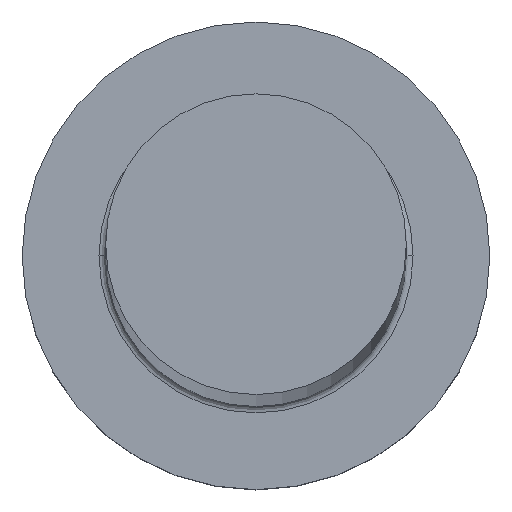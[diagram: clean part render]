
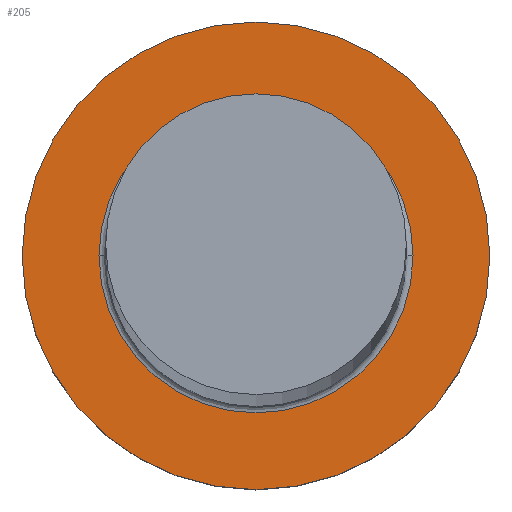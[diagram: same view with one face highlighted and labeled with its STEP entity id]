
A CAD part, top view. The second image highlights one B-rep face of the part: STEP entity #205.
In plain terms, the highlighted planar face has unit normal (0, 0, 1).
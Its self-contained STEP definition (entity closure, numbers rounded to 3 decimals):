
#5 = CARTESIAN_POINT ( 'NONE',  ( 0., 0., 5. ) ) ;
#12 = DIRECTION ( 'NONE',  ( 0., 0., -1. ) ) ;
#17 = EDGE_LOOP ( 'NONE', ( #65, #112 ) ) ;
#34 = DIRECTION ( 'NONE',  ( 0., 0., 1. ) ) ;
#41 = AXIS2_PLACEMENT_3D ( 'NONE', #242, #12, #220 ) ;
#47 = DIRECTION ( 'NONE',  ( 0., 0., -1. ) ) ;
#48 = CARTESIAN_POINT ( 'NONE',  ( 0., 0., 5. ) ) ;
#62 = FACE_BOUND ( 'NONE', #136, .T. ) ;
#64 = VERTEX_POINT ( 'NONE', #168 ) ;
#65 = ORIENTED_EDGE ( 'NONE', *, *, #160, .T. ) ;
#69 = DIRECTION ( 'NONE',  ( 1., 0., 0. ) ) ;
#87 = VERTEX_POINT ( 'NONE', #169 ) ;
#90 = EDGE_CURVE ( 'NONE', #64, #307, #236, .T. ) ;
#95 = AXIS2_PLACEMENT_3D ( 'NONE', #5, #248, #149 ) ;
#98 = CIRCLE ( 'NONE', #141, 7. ) ;
#99 = FACE_OUTER_BOUND ( 'NONE', #17, .T. ) ;
#112 = ORIENTED_EDGE ( 'NONE', *, *, #199, .T. ) ;
#113 = CIRCLE ( 'NONE', #95, 7. ) ;
#125 = CARTESIAN_POINT ( 'NONE',  ( -7., 0., 5. ) ) ;
#136 = EDGE_LOOP ( 'NONE', ( #194, #211 ) ) ;
#141 = AXIS2_PLACEMENT_3D ( 'NONE', #143, #145, #239 ) ;
#143 = CARTESIAN_POINT ( 'NONE',  ( 0., 0., 5. ) ) ;
#145 = DIRECTION ( 'NONE',  ( 0., 0., 1. ) ) ;
#148 = DIRECTION ( 'NONE',  ( 1., 0., 0. ) ) ;
#149 = DIRECTION ( 'NONE',  ( 1., 0., 0. ) ) ;
#156 = CARTESIAN_POINT ( 'NONE',  ( 4.7, 0., 5. ) ) ;
#160 = EDGE_CURVE ( 'NONE', #189, #87, #98, .T. ) ;
#168 = CARTESIAN_POINT ( 'NONE',  ( -4.7, 0., 5. ) ) ;
#169 = CARTESIAN_POINT ( 'NONE',  ( 7., 0., 5. ) ) ;
#171 = AXIS2_PLACEMENT_3D ( 'NONE', #48, #47, #69 ) ;
#174 = CIRCLE ( 'NONE', #41, 4.7 ) ;
#189 = VERTEX_POINT ( 'NONE', #125 ) ;
#194 = ORIENTED_EDGE ( 'NONE', *, *, #253, .T. ) ;
#195 = CARTESIAN_POINT ( 'NONE',  ( 0., 0., 5. ) ) ;
#199 = EDGE_CURVE ( 'NONE', #87, #189, #113, .T. ) ;
#205 = ADVANCED_FACE ( 'NONE', ( #62, #99 ), #245, .T. ) ;
#211 = ORIENTED_EDGE ( 'NONE', *, *, #90, .T. ) ;
#220 = DIRECTION ( 'NONE',  ( 1., 0., 0. ) ) ;
#236 = CIRCLE ( 'NONE', #171, 4.7 ) ;
#239 = DIRECTION ( 'NONE',  ( 1., 0., 0. ) ) ;
#242 = CARTESIAN_POINT ( 'NONE',  ( 0., 0., 5. ) ) ;
#245 = PLANE ( 'NONE',  #269 ) ;
#248 = DIRECTION ( 'NONE',  ( 0., 0., 1. ) ) ;
#253 = EDGE_CURVE ( 'NONE', #307, #64, #174, .T. ) ;
#269 = AXIS2_PLACEMENT_3D ( 'NONE', #195, #34, #148 ) ;
#307 = VERTEX_POINT ( 'NONE', #156 ) ;
